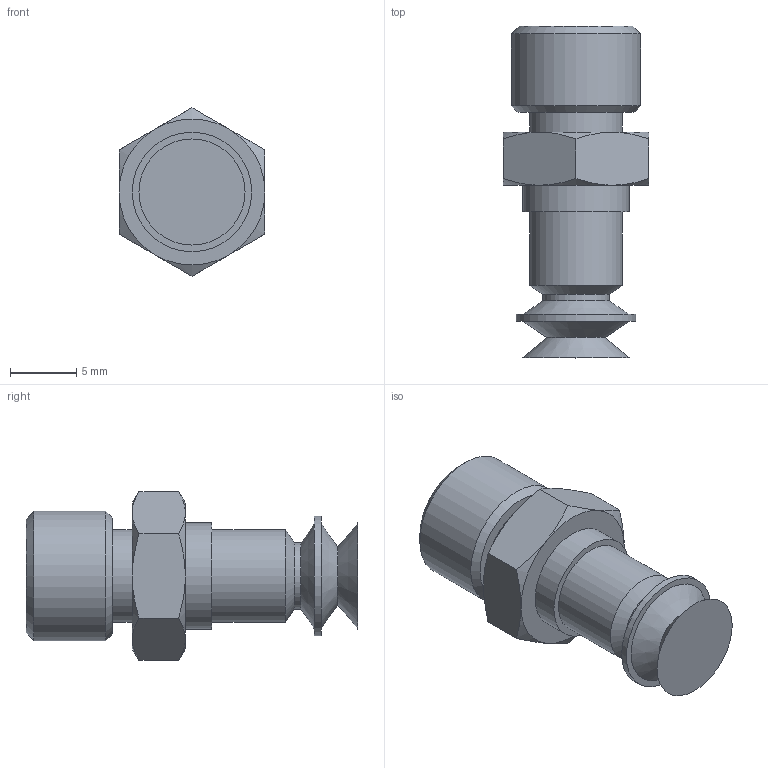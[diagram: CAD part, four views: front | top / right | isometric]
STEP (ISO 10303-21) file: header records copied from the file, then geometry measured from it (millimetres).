
FILE_DESCRIPTION(/* description */ (''),/* implementation_level */ '2;1');
FILE_NAME(/* name */ 'vf8sb_rac2r1-8m.stp',/* time_stamp */ '2020-09-22T09:47:44+02:00',/* author */ ('enginyeria'),/* organization */ (''),/* preprocessor_version */ 'ST-DEVELOPER v17.2',/* originating_system */ 'Autodesk Inventor 2019',/* authorisation */ '');
FILE_SCHEMA (('CONFIG_CONTROL_DESIGN'));
Length unit declared in the file: millimetre
Products named in the file (1): vf8sb_rac2r1-8m
Bounding box: 11 x 25 x 12.7 mm (x, y, z)
Volume: 1340.2 mm3; surface area: 1113.4 mm2
Topology: 1 solids, 1 shells, 42 faces, 100 edges, 67 vertices
Faces by surface type: cone 19, plane 15, cylinder 8
Full cylindrical faces by diameter (mm): 4 x1, 4.378 x1, 5 x1, 7 x2, 8 x1, 9 x1, 9.728 x1
Entity records: 1342 total; most frequent: CARTESIAN_POINT 258, DIRECTION 217, ORIENTED_EDGE 200, EDGE_CURVE 100, AXIS2_PLACEMENT_3D 98, VERTEX_POINT 67, CIRCLE 55, EDGE_LOOP 49
